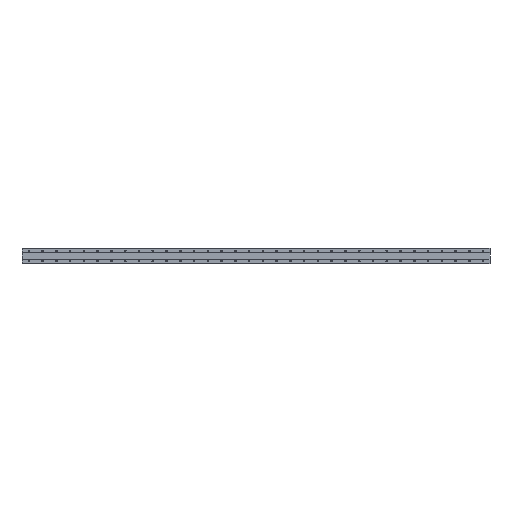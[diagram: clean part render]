
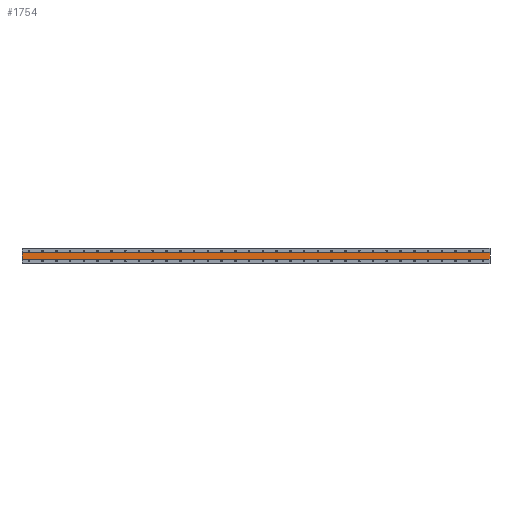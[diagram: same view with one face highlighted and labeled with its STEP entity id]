
A CAD part, front view. The second image highlights one B-rep face of the part: STEP entity #1754.
In plain terms, the highlighted planar face has unit normal (0, -1, 0).
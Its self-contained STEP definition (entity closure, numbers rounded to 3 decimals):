
#325 = EDGE_CURVE ( 'NONE', #11139, #6081, #10883, .T. ) ;
#442 = ORIENTED_EDGE ( 'NONE', *, *, #10615, .F. ) ;
#652 = VECTOR ( 'NONE', #11552, 1000. ) ;
#727 = VECTOR ( 'NONE', #9870, 1000. ) ;
#820 = CARTESIAN_POINT ( 'NONE',  ( 2680., 1., 20. ) ) ;
#1190 = CARTESIAN_POINT ( 'NONE',  ( 2680., 1., -20. ) ) ;
#1695 = CARTESIAN_POINT ( 'NONE',  ( 2680., 1., 44.91 ) ) ;
#1754 = ADVANCED_FACE ( 'NONE', ( #9283 ), #6656, .F. ) ;
#2216 = VECTOR ( 'NONE', #2631, 1000. ) ;
#2513 = DIRECTION ( 'NONE',  ( 0., 0., -1. ) ) ;
#2631 = DIRECTION ( 'NONE',  ( 1., 0., 0. ) ) ;
#3001 = EDGE_LOOP ( 'NONE', ( #442, #9269, #7580, #4034 ) ) ;
#3441 = EDGE_CURVE ( 'NONE', #6081, #5657, #8679, .T. ) ;
#3598 = LINE ( 'NONE', #7048, #727 ) ;
#4034 = ORIENTED_EDGE ( 'NONE', *, *, #5013, .T. ) ;
#4667 = VERTEX_POINT ( 'NONE', #6709 ) ;
#4761 = DIRECTION ( 'NONE',  ( 0., 1., 0. ) ) ;
#5013 = EDGE_CURVE ( 'NONE', #11139, #4667, #3598, .T. ) ;
#5093 = LINE ( 'NONE', #5211, #652 ) ;
#5211 = CARTESIAN_POINT ( 'NONE',  ( 2680., 1., -20. ) ) ;
#5657 = VERTEX_POINT ( 'NONE', #1190 ) ;
#6081 = VERTEX_POINT ( 'NONE', #10578 ) ;
#6656 = PLANE ( 'NONE',  #6760 ) ;
#6709 = CARTESIAN_POINT ( 'NONE',  ( -40., 1., -20. ) ) ;
#6760 = AXIS2_PLACEMENT_3D ( 'NONE', #9118, #4761, #10125 ) ;
#7029 = VECTOR ( 'NONE', #2513, 1000. ) ;
#7048 = CARTESIAN_POINT ( 'NONE',  ( -40., 1., 44.91 ) ) ;
#7160 = CARTESIAN_POINT ( 'NONE',  ( -40., 1., 20. ) ) ;
#7580 = ORIENTED_EDGE ( 'NONE', *, *, #325, .F. ) ;
#8679 = LINE ( 'NONE', #1695, #7029 ) ;
#9118 = CARTESIAN_POINT ( 'NONE',  ( 2680., 1., 20. ) ) ;
#9269 = ORIENTED_EDGE ( 'NONE', *, *, #3441, .F. ) ;
#9283 = FACE_OUTER_BOUND ( 'NONE', #3001, .T. ) ;
#9870 = DIRECTION ( 'NONE',  ( 0., 0., -1. ) ) ;
#10125 = DIRECTION ( 'NONE',  ( 0., 0., 1. ) ) ;
#10578 = CARTESIAN_POINT ( 'NONE',  ( 2680., 1., 20. ) ) ;
#10615 = EDGE_CURVE ( 'NONE', #5657, #4667, #5093, .T. ) ;
#10883 = LINE ( 'NONE', #820, #2216 ) ;
#11139 = VERTEX_POINT ( 'NONE', #7160 ) ;
#11552 = DIRECTION ( 'NONE',  ( -1., 0., 0. ) ) ;
